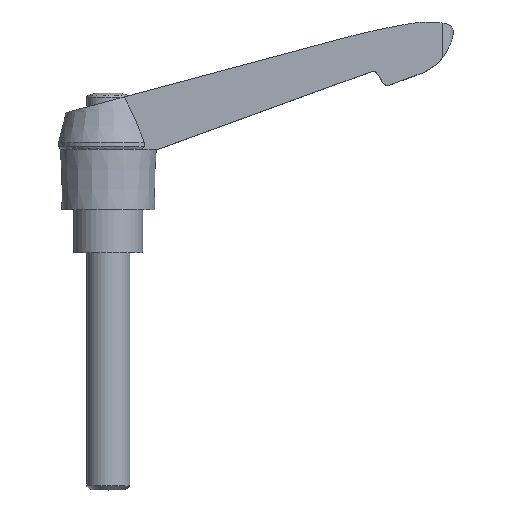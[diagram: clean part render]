
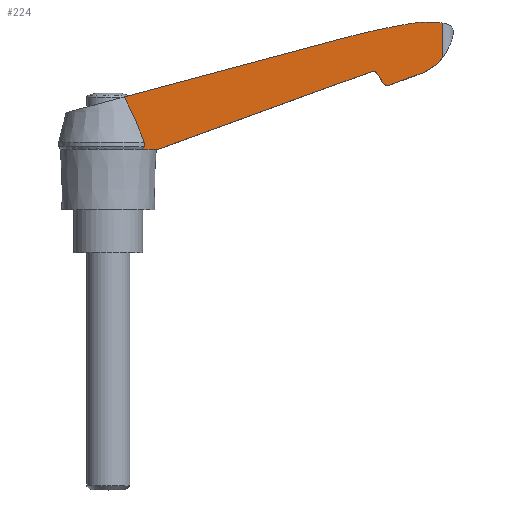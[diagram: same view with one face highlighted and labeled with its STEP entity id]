
A CAD part, top view. The second image highlights one B-rep face of the part: STEP entity #224.
In plain terms, the highlighted planar face has unit normal (0.034, 0, 0.999).
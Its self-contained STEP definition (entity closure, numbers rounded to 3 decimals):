
#224 = ADVANCED_FACE( '', ( #474 ), #475, .F. );
#474 = FACE_OUTER_BOUND( '', #743, .T. );
#475 = PLANE( '', #744 );
#743 = EDGE_LOOP( '', ( #1341, #1342, #1343, #1344, #1345, #1346, #1347, #1348, #1349, #1350, #1351, #1352, #1353, #1354, #1355 ) );
#744 = AXIS2_PLACEMENT_3D( '', #1356, #1357, #1358 );
#1341 = ORIENTED_EDGE( '', *, *, #1810, .F. );
#1342 = ORIENTED_EDGE( '', *, *, #1860, .T. );
#1343 = ORIENTED_EDGE( '', *, *, #1621, .F. );
#1344 = ORIENTED_EDGE( '', *, *, #1861, .F. );
#1345 = ORIENTED_EDGE( '', *, *, #1862, .T. );
#1346 = ORIENTED_EDGE( '', *, *, #1792, .F. );
#1347 = ORIENTED_EDGE( '', *, *, #1863, .F. );
#1348 = ORIENTED_EDGE( '', *, *, #1788, .F. );
#1349 = ORIENTED_EDGE( '', *, *, #1704, .F. );
#1350 = ORIENTED_EDGE( '', *, *, #1760, .F. );
#1351 = ORIENTED_EDGE( '', *, *, #1685, .F. );
#1352 = ORIENTED_EDGE( '', *, *, #1669, .F. );
#1353 = ORIENTED_EDGE( '', *, *, #1673, .F. );
#1354 = ORIENTED_EDGE( '', *, *, #1864, .F. );
#1355 = ORIENTED_EDGE( '', *, *, #1638, .F. );
#1356 = CARTESIAN_POINT( '', ( 0., 58.5, 8.22 ) );
#1357 = DIRECTION( '', ( -0.034, 0., -0.999 ) );
#1358 = DIRECTION( '', ( -0.999, 0., 0.034 ) );
#1621 = EDGE_CURVE( '', #1939, #1940, #1941, .T. );
#1638 = EDGE_CURVE( '', #1968, #1964, #1970, .T. );
#1669 = EDGE_CURVE( '', #2021, #2016, #2023, .T. );
#1673 = EDGE_CURVE( '', #2027, #2021, #2029, .T. );
#1685 = EDGE_CURVE( '', #2016, #2044, #2045, .T. );
#1704 = EDGE_CURVE( '', #2077, #2059, #2079, .T. );
#1760 = EDGE_CURVE( '', #2044, #2077, #2170, .T. );
#1788 = EDGE_CURVE( '', #2059, #2202, #2216, .T. );
#1792 = EDGE_CURVE( '', #2220, #2218, #2222, .T. );
#1810 = EDGE_CURVE( '', #2247, #1968, #2249, .T. );
#1860 = EDGE_CURVE( '', #2247, #1940, #2312, .T. );
#1861 = EDGE_CURVE( '', #2313, #1939, #2314, .T. );
#1862 = EDGE_CURVE( '', #2313, #2218, #2315, .T. );
#1863 = EDGE_CURVE( '', #2202, #2220, #2316, .T. );
#1864 = EDGE_CURVE( '', #1964, #2027, #2317, .T. );
#1939 = VERTEX_POINT( '', #2403 );
#1940 = VERTEX_POINT( '', #2404 );
#1941 = LINE( '', #2405, #2406 );
#1964 = VERTEX_POINT( '', #2436 );
#1968 = VERTEX_POINT( '', #2449 );
#1970 = B_SPLINE_CURVE_WITH_KNOTS( '', 3, ( #2451, #2452, #2453, #2454, #2455, #2456, #2457, #2458, #2459, #2460 ), .UNSPECIFIED., .F., .F., ( 4, 2, 2, 2, 4 ), ( 0., 0.006, 0.009, 0.01, 0.012 ), .UNSPECIFIED. );
#2016 = VERTEX_POINT( '', #2568 );
#2021 = VERTEX_POINT( '', #2574 );
#2023 = ELLIPSE( '', #2577, 30.017, 30. );
#2027 = VERTEX_POINT( '', #2581 );
#2029 = ELLIPSE( '', #2584, 157.091, 157. );
#2044 = VERTEX_POINT( '', #2604 );
#2045 = ELLIPSE( '', #2605, 36.021, 36. );
#2059 = VERTEX_POINT( '', #2625 );
#2077 = VERTEX_POINT( '', #2665 );
#2079 = ELLIPSE( '', #2686, 12.007, 12. );
#2170 = LINE( '', #2815, #2816 );
#2202 = VERTEX_POINT( '', #2858 );
#2216 = LINE( '', #2878, #2879 );
#2218 = VERTEX_POINT( '', #2881 );
#2220 = VERTEX_POINT( '', #2884 );
#2222 = LINE( '', #2887, #2888 );
#2247 = VERTEX_POINT( '', #2921 );
#2249 = LINE( '', #2923, #2924 );
#2312 = B_SPLINE_CURVE_WITH_KNOTS( '', 3, ( #3010, #3011, #3012, #3013, #3014, #3015 ), .UNSPECIFIED., .F., .F., ( 4, 2, 4 ), ( 0., 0., 0.001 ), .UNSPECIFIED. );
#2313 = VERTEX_POINT( '', #3016 );
#2314 = LINE( '', #3017, #3018 );
#2315 = ELLIPSE( '', #3019, 0.8, 0.8 );
#2316 = ELLIPSE( '', #3020, 1.201, 1.2 );
#2317 = LINE( '', #3021, #3022 );
#2403 = CARTESIAN_POINT( '', ( 11.6, 24., 7.825 ) );
#2404 = CARTESIAN_POINT( '', ( 7.764, 24., 7.956 ) );
#2405 = CARTESIAN_POINT( '', ( -0.111, 24., 8.223 ) );
#2406 = VECTOR( '', #3116, 1000. );
#2436 = CARTESIAN_POINT( '', ( 3.725, 36.121, 8.093 ) );
#2449 = CARTESIAN_POINT( '', ( 8.322, 25.6, 7.937 ) );
#2451 = CARTESIAN_POINT( '', ( 8.322, 25.6, 7.937 ) );
#2452 = CARTESIAN_POINT( '', ( 7.686, 27.409, 7.958 ) );
#2453 = CARTESIAN_POINT( '', ( 7.019, 29.207, 7.981 ) );
#2454 = CARTESIAN_POINT( '', ( 5.912, 31.861, 8.019 ) );
#2455 = CARTESIAN_POINT( '', ( 5.526, 32.738, 8.032 ) );
#2456 = CARTESIAN_POINT( '', ( 4.898, 34.032, 8.053 ) );
#2457 = CARTESIAN_POINT( '', ( 4.68, 34.459, 8.06 ) );
#2458 = CARTESIAN_POINT( '', ( 4.223, 35.301, 8.076 ) );
#2459 = CARTESIAN_POINT( '', ( 3.982, 35.717, 8.084 ) );
#2460 = CARTESIAN_POINT( '', ( 3.725, 36.121, 8.093 ) );
#2568 = CARTESIAN_POINT( '', ( 74.8, 53.5, 5.677 ) );
#2574 = CARTESIAN_POINT( '', ( 69.3, 53., 5.864 ) );
#2577 = AXIS2_PLACEMENT_3D( '', #3172, #3173, #3174 );
#2581 = CARTESIAN_POINT( '', ( 56.5, 50.262, 6.299 ) );
#2584 = AXIS2_PLACEMENT_3D( '', #3179, #3180, #3181 );
#2604 = CARTESIAN_POINT( '', ( 77.585, 53.244, 5.582 ) );
#2605 = AXIS2_PLACEMENT_3D( '', #3193, #3194, #3195 );
#2625 = CARTESIAN_POINT( '', ( 73., 41.739, 5.738 ) );
#2665 = CARTESIAN_POINT( '', ( 77.585, 45.336, 5.582 ) );
#2686 = AXIS2_PLACEMENT_3D( '', #3218, #3219, #3220 );
#2815 = CARTESIAN_POINT( '', ( 77.585, 58.5, 5.582 ) );
#2816 = VECTOR( '', #3294, 1000. );
#2858 = CARTESIAN_POINT( '', ( 65.173, 38.89, 6.004 ) );
#2878 = CARTESIAN_POINT( '', ( 65.008, 38.83, 6.01 ) );
#2879 = VECTOR( '', #3329, 1000. );
#2881 = CARTESIAN_POINT( '', ( 62.1, 41.746, 6.109 ) );
#2884 = CARTESIAN_POINT( '', ( 63.777, 39.333, 6.051 ) );
#2887 = CARTESIAN_POINT( '', ( 62.04, 41.832, 6.111 ) );
#2888 = VECTOR( '', #3332, 1000. );
#2921 = CARTESIAN_POINT( '', ( 8.322, 24.664, 7.937 ) );
#2923 = CARTESIAN_POINT( '', ( 8.322, 72.299, 7.937 ) );
#2924 = VECTOR( '', #3356, 1000. );
#3010 = CARTESIAN_POINT( '', ( 8.322, 24.664, 7.937 ) );
#3011 = CARTESIAN_POINT( '', ( 8.276, 24.522, 7.938 ) );
#3012 = CARTESIAN_POINT( '', ( 8.2, 24.396, 7.941 ) );
#3013 = CARTESIAN_POINT( '', ( 8.005, 24.172, 7.947 ) );
#3014 = CARTESIAN_POINT( '', ( 7.89, 24.079, 7.951 ) );
#3015 = CARTESIAN_POINT( '', ( 7.764, 24., 7.956 ) );
#3016 = CARTESIAN_POINT( '', ( 61.169, 42.042, 6.14 ) );
#3017 = CARTESIAN_POINT( '', ( 11.49, 23.96, 7.829 ) );
#3018 = VECTOR( '', #3416, 1000. );
#3019 = AXIS2_PLACEMENT_3D( '', #3417, #3418, #3419 );
#3020 = AXIS2_PLACEMENT_3D( '', #3420, #3421, #3422 );
#3021 = CARTESIAN_POINT( '', ( 56.335, 50.217, 6.304 ) );
#3022 = VECTOR( '', #3423, 1000. );
#3116 = DIRECTION( '', ( -0.999, 0., 0.034 ) );
#3172 = CARTESIAN_POINT( '', ( 74.755, 23.5, 5.678 ) );
#3173 = DIRECTION( '', ( -0.034, 0., -0.999 ) );
#3174 = DIRECTION( '', ( 0.999, 0., -0.034 ) );
#3179 = CARTESIAN_POINT( '', ( 95.717, -101.762, 4.966 ) );
#3180 = DIRECTION( '', ( -0.034, 0., -0.999 ) );
#3181 = DIRECTION( '', ( 0.999, 0., -0.034 ) );
#3193 = CARTESIAN_POINT( '', ( 72.905, 17.55, 5.741 ) );
#3194 = DIRECTION( '', ( -0.034, 0., -0.999 ) );
#3195 = DIRECTION( '', ( 0.999, 0., -0.034 ) );
#3218 = CARTESIAN_POINT( '', ( 68.107, 52.696, 5.904 ) );
#3219 = DIRECTION( '', ( -0.034, 0., -0.999 ) );
#3220 = DIRECTION( '', ( 0.999, 0., -0.034 ) );
#3294 = DIRECTION( '', ( 0., -1., 0. ) );
#3329 = DIRECTION( '', ( -0.939, -0.342, 0.032 ) );
#3332 = DIRECTION( '', ( -0.571, 0.821, 0.019 ) );
#3356 = DIRECTION( '', ( 0., 1., 0. ) );
#3416 = DIRECTION( '', ( -0.939, -0.342, 0.032 ) );
#3417 = CARTESIAN_POINT( '', ( 61.443, 41.29, 6.131 ) );
#3418 = DIRECTION( '', ( -0.034, 0., -0.999 ) );
#3419 = DIRECTION( '', ( 0.999, 0., -0.034 ) );
#3420 = CARTESIAN_POINT( '', ( 64.762, 40.018, 6.018 ) );
#3421 = DIRECTION( '', ( -0.034, 0., -0.999 ) );
#3422 = DIRECTION( '', ( 0.999, 0., -0.034 ) );
#3423 = DIRECTION( '', ( 0.965, 0.259, -0.033 ) );
